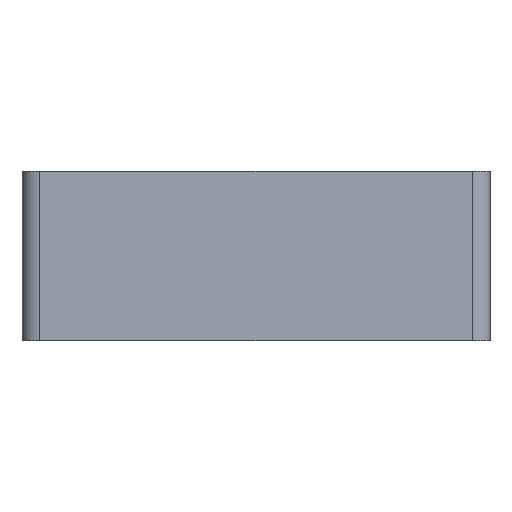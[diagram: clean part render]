
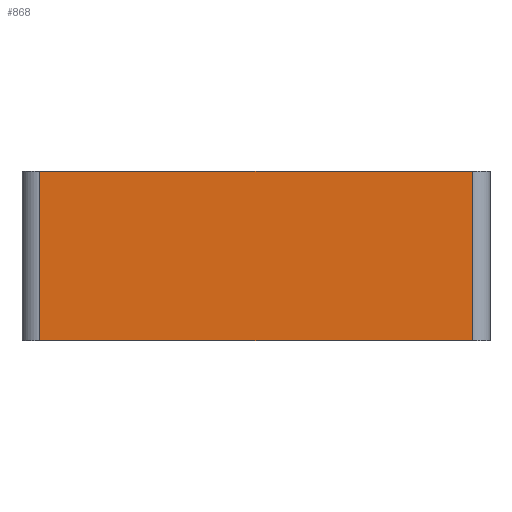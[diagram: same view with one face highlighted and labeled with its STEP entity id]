
A CAD part, front view. The second image highlights one B-rep face of the part: STEP entity #868.
In plain terms, the highlighted planar face has unit normal (0, -1, 0).
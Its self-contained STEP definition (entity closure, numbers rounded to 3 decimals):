
#49=PLANE('',#965);
#93=FACE_OUTER_BOUND('',#141,.T.);
#141=EDGE_LOOP('',(#780,#781,#782,#783));
#166=LINE('',#1290,#252);
#175=LINE('',#1318,#261);
#230=LINE('',#1481,#316);
#231=LINE('',#1483,#317);
#252=VECTOR('',#1032,10.);
#261=VECTOR('',#1059,10.);
#316=VECTOR('',#1208,10.);
#317=VECTOR('',#1211,10.);
#379=VERTEX_POINT('',#1287);
#380=VERTEX_POINT('',#1289);
#389=VERTEX_POINT('',#1315);
#390=VERTEX_POINT('',#1317);
#466=EDGE_CURVE('',#379,#380,#166,.F.);
#480=EDGE_CURVE('',#390,#389,#175,.F.);
#558=EDGE_CURVE('',#390,#379,#230,.T.);
#559=EDGE_CURVE('',#380,#389,#231,.T.);
#780=ORIENTED_EDGE('',*,*,#558,.F.);
#781=ORIENTED_EDGE('',*,*,#480,.T.);
#782=ORIENTED_EDGE('',*,*,#559,.F.);
#783=ORIENTED_EDGE('',*,*,#466,.F.);
#868=ADVANCED_FACE('',(#93),#49,.T.);
#965=AXIS2_PLACEMENT_3D('',#1482,#1209,#1210);
#1032=DIRECTION('',(-1.,0.,0.));
#1059=DIRECTION('',(-1.,0.,0.));
#1208=DIRECTION('',(0.,0.,1.));
#1209=DIRECTION('center_axis',(0.,-1.,0.));
#1210=DIRECTION('ref_axis',(0.,0.,-1.));
#1211=DIRECTION('',(0.,0.,-1.));
#1287=CARTESIAN_POINT('',(-3.7,-4.8,4.));
#1289=CARTESIAN_POINT('',(3.7,-4.8,4.));
#1290=CARTESIAN_POINT('',(0.125,-4.8,4.));
#1315=CARTESIAN_POINT('',(3.7,-4.8,1.1));
#1317=CARTESIAN_POINT('',(-3.7,-4.8,1.1));
#1318=CARTESIAN_POINT('',(0.,-4.8,1.1));
#1481=CARTESIAN_POINT('',(-3.7,-4.8,2.25));
#1482=CARTESIAN_POINT('Origin',(0.,-4.8,1.5));
#1483=CARTESIAN_POINT('',(3.7,-4.8,0.75));
